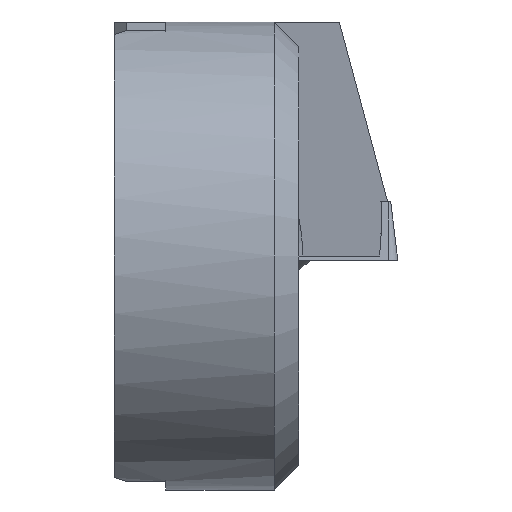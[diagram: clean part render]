
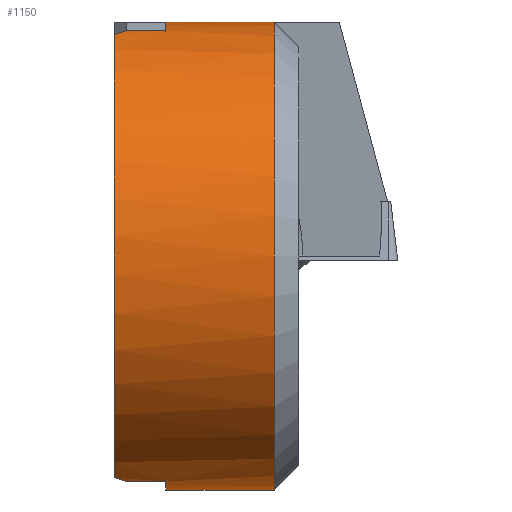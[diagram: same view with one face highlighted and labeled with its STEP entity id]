
A CAD part, left-side view. The second image highlights one B-rep face of the part: STEP entity #1150.
In plain terms, the highlighted cylindrical face has radius 9.5 mm (diameter 19 mm), a partial arc.
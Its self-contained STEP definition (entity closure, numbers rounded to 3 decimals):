
#722=EDGE_CURVE('NONE',#1128,#1486,#1724,.T.);
#736=EDGE_CURVE('NONE',#1164,#1128,#1740,.T.);
#758=EDGE_CURVE('NONE',#1244,#1442,#1765,.T.);
#784=EDGE_CURVE('NONE',#1450,#1156,#1791,.T.);
#948=VERTEX_POINT('NONE',#1971);
#978=EDGE_CURVE('NONE',#1486,#948,#2007,.T.);
#1046=EDGE_CURVE('NONE',#1106,#1244,#2083,.T.);
#1106=VERTEX_POINT('NONE',#2154);
#1128=VERTEX_POINT('NONE',#2179);
#1150=ADVANCED_FACE('NONE',(#2202),#2203,.T.);
#1156=VERTEX_POINT('NONE',#2209);
#1164=VERTEX_POINT('',#2217);
#1166=EDGE_CURVE('NONE',#1156,#1106,#2219,.T.);
#1212=EDGE_CURVE('',#1442,#1164,#2271,.T.);
#1244=VERTEX_POINT('NONE',#2305);
#1272=VERTEX_POINT('NONE',#2335);
#1322=EDGE_CURVE('NONE',#948,#1272,#2389,.T.);
#1342=EDGE_CURVE('NONE',#1272,#1450,#2411,.T.);
#1442=VERTEX_POINT('',#2526);
#1450=VERTEX_POINT('NONE',#2535);
#1486=VERTEX_POINT('NONE',#2573);
#1724=LINE('',#2893,#2894);
#1740=CIRCLE('',#2914,9.5);
#1765=CIRCLE('',#2954,9.5);
#1791=CIRCLE('',#2996,9.5);
#1971=CARTESIAN_POINT('',(-2.55,-2.1,9.151));
#2007=CIRCLE('',#3280,9.5);
#2083=LINE('',#3388,#3389);
#2154=CARTESIAN_POINT('',(-2.55,-0.5,-9.151));
#2179=CARTESIAN_POINT('',(0.0,-6.5,9.5));
#2202=FACE_OUTER_BOUND('',#3547,.T.);
#2203=CYLINDRICAL_SURFACE('',#3548,9.5);
#2209=CARTESIAN_POINT('',(-3.05,0.0,-8.997));
#2217=CARTESIAN_POINT('',(0.,-6.5,-9.5));
#2219=(B_SPLINE_CURVE(3,(#3572,#3573,#3574,#3575),.UNSPECIFIED.,.F.,.F.)B_SPLINE_CURVE_WITH_KNOTS((4,4),(1.244,1.299),.UNSPECIFIED.)RATIONAL_B_SPLINE_CURVE((1.0,1.,1.,1.0))BOUNDED_CURVE()REPRESENTATION_ITEM('')GEOMETRIC_REPRESENTATION_ITEM()CURVE());
#2271=LINE('',#3650,#3651);
#2305=CARTESIAN_POINT('',(-2.55,-2.1,-9.151));
#2335=CARTESIAN_POINT('',(-2.55,-0.5,9.151));
#2389=LINE('',#3812,#3813);
#2411=(B_SPLINE_CURVE(3,(#3842,#3843,#3844,#3845),.UNSPECIFIED.,.F.,.F.)B_SPLINE_CURVE_WITH_KNOTS((4,4),(4.984,5.039),.UNSPECIFIED.)RATIONAL_B_SPLINE_CURVE((1.0,1.,1.,1.0))BOUNDED_CURVE()REPRESENTATION_ITEM('')GEOMETRIC_REPRESENTATION_ITEM()CURVE());
#2526=CARTESIAN_POINT('',(0.,-2.1,-9.5));
#2535=CARTESIAN_POINT('',(-3.05,0.0,8.997));
#2573=CARTESIAN_POINT('',(0.0,-2.1,9.5));
#2893=CARTESIAN_POINT('',(0.0,-7.5,9.5));
#2894=VECTOR('',#4305,1000.0);
#2914=AXIS2_PLACEMENT_3D('',#4330,#4331,#4332);
#2954=AXIS2_PLACEMENT_3D('',#4361,#4362,#4363);
#2996=AXIS2_PLACEMENT_3D('',#4379,#4380,#4381);
#3280=AXIS2_PLACEMENT_3D('',#4645,#4646,#4647);
#3388=CARTESIAN_POINT('',(-2.55,-7.5,-9.151));
#3389=VECTOR('',#4734,1000.0);
#3547=EDGE_LOOP('',(#4914,#4915,#4916,#4917,#4918,#4919,#4920,#4921,#4922,#4923));
#3548=AXIS2_PLACEMENT_3D('',#4924,#4925,#4926);
#3572=CARTESIAN_POINT('',(-3.05,0.0,-8.997));
#3573=CARTESIAN_POINT('',(-2.885,-0.165,-9.053));
#3574=CARTESIAN_POINT('',(-2.718,-0.332,-9.105));
#3575=CARTESIAN_POINT('',(-2.55,-0.5,-9.151));
#3650=CARTESIAN_POINT('',(0.,-3.25,-9.5));
#3651=VECTOR('',#5004,1.0);
#3812=CARTESIAN_POINT('',(-2.55,-7.5,9.151));
#3813=VECTOR('',#5130,1000.0);
#3842=CARTESIAN_POINT('',(-2.55,-0.5,9.151));
#3843=CARTESIAN_POINT('',(-2.718,-0.332,9.105));
#3844=CARTESIAN_POINT('',(-2.885,-0.165,9.053));
#3845=CARTESIAN_POINT('',(-3.05,0.0,8.997));
#4305=DIRECTION('',(0.0,1.0,0.0));
#4330=CARTESIAN_POINT('',(0.0,-6.5,0.0));
#4331=DIRECTION('',(0.0,1.0,0.0));
#4332=DIRECTION('',(0.0,0.0,-1.0));
#4361=CARTESIAN_POINT('',(0.0,-2.1,0.0));
#4362=DIRECTION('',(0.,-1.0,0.0));
#4363=DIRECTION('',(-1.0,0.,-0.0));
#4379=CARTESIAN_POINT('',(0.0,0.0,0.0));
#4380=DIRECTION('',(0.0,-1.0,0.0));
#4381=DIRECTION('',(0.0,0.0,-1.0));
#4645=CARTESIAN_POINT('',(0.0,-2.1,0.0));
#4646=DIRECTION('',(0.,-1.0,0.0));
#4647=DIRECTION('',(-1.0,0.,-0.0));
#4734=DIRECTION('',(0.0,-1.0,0.0));
#4914=ORIENTED_EDGE('',*,*,#1212,.T.);
#4915=ORIENTED_EDGE('',*,*,#736,.T.);
#4916=ORIENTED_EDGE('',*,*,#722,.T.);
#4917=ORIENTED_EDGE('',*,*,#978,.T.);
#4918=ORIENTED_EDGE('',*,*,#1322,.T.);
#4919=ORIENTED_EDGE('',*,*,#1342,.T.);
#4920=ORIENTED_EDGE('',*,*,#784,.T.);
#4921=ORIENTED_EDGE('',*,*,#1166,.T.);
#4922=ORIENTED_EDGE('',*,*,#1046,.T.);
#4923=ORIENTED_EDGE('',*,*,#758,.T.);
#4924=CARTESIAN_POINT('',(0.0,-7.5,0.0));
#4925=DIRECTION('',(-0.0,1.0,-0.0));
#4926=DIRECTION('',(0.0,0.0,1.0));
#5004=DIRECTION('',(0.0,-1.0,0.0));
#5130=DIRECTION('',(-0.0,1.0,0.0));
